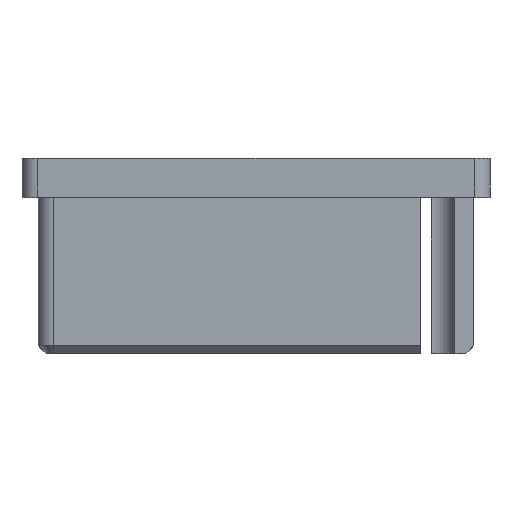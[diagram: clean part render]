
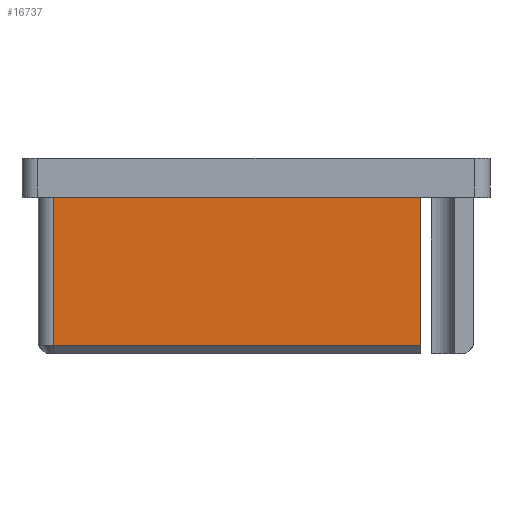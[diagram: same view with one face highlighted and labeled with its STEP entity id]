
A CAD part, top view. The second image highlights one B-rep face of the part: STEP entity #16737.
In plain terms, the highlighted planar face has unit normal (0, 0, 1).
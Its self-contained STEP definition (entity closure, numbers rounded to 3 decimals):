
#153 = CARTESIAN_POINT ( 'NONE',  ( -25.9, -19., 17.9 ) ) ;
#451 = ORIENTED_EDGE ( 'NONE', *, *, #7063, .T. ) ;
#1822 = LINE ( 'NONE', #15236, #12054 ) ;
#1931 = VERTEX_POINT ( 'NONE', #13995 ) ;
#1981 = LINE ( 'NONE', #9769, #5232 ) ;
#2859 = EDGE_CURVE ( 'NONE', #1931, #6493, #9678, .T. ) ;
#2950 = PLANE ( 'NONE',  #6896 ) ;
#2970 = ORIENTED_EDGE ( 'NONE', *, *, #6322, .T. ) ;
#4664 = CARTESIAN_POINT ( 'NONE',  ( 21.1, -19., 17.9 ) ) ;
#4891 = VERTEX_POINT ( 'NONE', #4664 ) ;
#5232 = VECTOR ( 'NONE', #9820, 1000. ) ;
#5995 = EDGE_LOOP ( 'NONE', ( #13806, #11738, #451, #2970 ) ) ;
#6322 = EDGE_CURVE ( 'NONE', #14344, #1931, #10571, .T. ) ;
#6493 = VERTEX_POINT ( 'NONE', #153 ) ;
#6896 = AXIS2_PLACEMENT_3D ( 'NONE', #16480, #8375, #13815 ) ;
#7063 = EDGE_CURVE ( 'NONE', #4891, #14344, #1822, .T. ) ;
#7546 = FACE_OUTER_BOUND ( 'NONE', #5995, .T. ) ;
#7555 = DIRECTION ( 'NONE',  ( -1., 0., 0. ) ) ;
#8204 = VECTOR ( 'NONE', #9625, 1000. ) ;
#8370 = CARTESIAN_POINT ( 'NONE',  ( 21.1, 0., 17.9 ) ) ;
#8375 = DIRECTION ( 'NONE',  ( 0., 0., -1. ) ) ;
#9625 = DIRECTION ( 'NONE',  ( 0., -1., 0. ) ) ;
#9678 = LINE ( 'NONE', #16255, #8204 ) ;
#9769 = CARTESIAN_POINT ( 'NONE',  ( 21.1, -19., 17.9 ) ) ;
#9820 = DIRECTION ( 'NONE',  ( 1., 0., 0. ) ) ;
#10571 = LINE ( 'NONE', #12835, #17131 ) ;
#11738 = ORIENTED_EDGE ( 'NONE', *, *, #16176, .T. ) ;
#12054 = VECTOR ( 'NONE', #16585, 1000. ) ;
#12835 = CARTESIAN_POINT ( 'NONE',  ( -27.9, 0., 17.9 ) ) ;
#13806 = ORIENTED_EDGE ( 'NONE', *, *, #2859, .T. ) ;
#13815 = DIRECTION ( 'NONE',  ( -1., 0., 0. ) ) ;
#13995 = CARTESIAN_POINT ( 'NONE',  ( -25.9, 0., 17.9 ) ) ;
#14344 = VERTEX_POINT ( 'NONE', #8370 ) ;
#15236 = CARTESIAN_POINT ( 'NONE',  ( 21.1, -20., 17.9 ) ) ;
#16176 = EDGE_CURVE ( 'NONE', #6493, #4891, #1981, .T. ) ;
#16255 = CARTESIAN_POINT ( 'NONE',  ( -25.9, -20., 17.9 ) ) ;
#16480 = CARTESIAN_POINT ( 'NONE',  ( -27.9, -20., 17.9 ) ) ;
#16585 = DIRECTION ( 'NONE',  ( 0., 1., 0. ) ) ;
#16737 = ADVANCED_FACE ( 'NONE', ( #7546 ), #2950, .F. ) ;
#17131 = VECTOR ( 'NONE', #7555, 1000. ) ;
